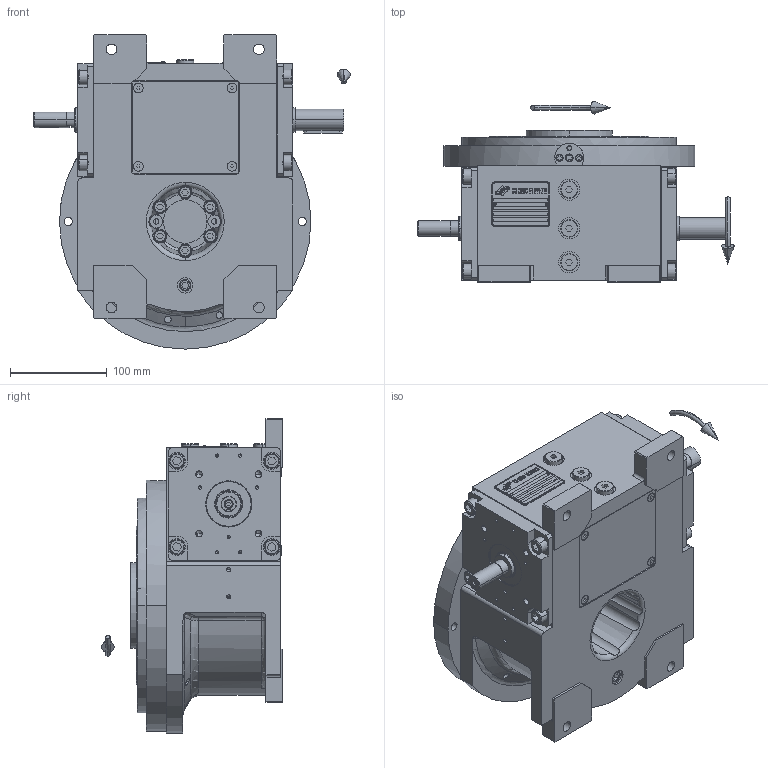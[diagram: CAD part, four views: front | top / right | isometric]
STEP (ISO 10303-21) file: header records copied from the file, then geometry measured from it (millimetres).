
FILE_DESCRIPTION (( 'STEP AP203' ), '1' );
FILE_NAME ('PC5201974.step', '2026-03-25T09:01:01', ( '' ), ( '' ), 'SwSTEP 2.0', 'SolidWorks 2020', '' );
FILE_SCHEMA (( 'CONFIG_CONTROL_DESIGN' ));
Length unit declared in the file: millimetre
Products named in the file (79): CFN2223_01-570X6-B.stp; CFN2104_02_017.stp; cfn2070_05_005; cfn2000_01_124; cfn2128_04_004; cfn2000_01_126; cfn2115_02_165; cfn2003_01_054; cfn2128_19_002; RIG06_005_S_002_ASM.stp; rig06_002_bc; RIG06_021_AF1.stp; 900_38_30_003; cfn2104_01_016; AS_rig06_016; AS_cfn2476_01_002_60x46; cfn2000_01_103; rig06_015; rig06_071_08_m_n_03_asm.stp; cfn2000_01_161; rig06_001_a; cfn2115_02_182; AS_rig06_004_s_001; freccia_angolare; CFN2356_03_047.stp; CFN2203_02_001.stp; rig06_003_8; PC5201974; AS_rig06_004; rig06_004_s_001; rig06_007_master; cfn2073_01_012; rig06_004; AS_rig06_071_8_m_n_03; cfn2077_01_018; cfn2151_01_109; cfn2155_01_303; rig06_005_n_02; CFN2000_01_185.stp; cfn2151_01_090 ...
Assembly tree (71 placements, depth 5):
  CFN2223_01-570X6-B.stp
  cfn2115_02_165
  CFN2356_03_047.stp
  CFN2203_02_001.stp
  PC5201974
    rig06_001_a
    AS_cfn2476_01_002_60x46
      cfn2476_01_002_60x46
      cfn2107_01_001
      cfn2107_01_001
    AS_rig06_071_8_m_n_03
      rig06_071_08_m_n_03_asm.stp
        RIG06_005_S_002_ASM.stp
          RIG06_021_AF1.stp
          CFN2000_01_185.stp
          CFN2000_01_185.stp
          CFN2104_02_017.stp
        CFN2010_02_002.stp
      rig06_003_8
      rig06_005_n_02
      cfn2000_01_124  x6
      cfn2104_01_016  x2
      cfn2000_01_124
      cfn2000_01_124
      cfn2000_01_124
      cfn2000_01_124
      cfn2155_01_303
    AS_rig06_015
      rig06_015
      cfn2073_01_012
      cfn2000_01_126
      cfn2000_01_126
      cfn2000_01_126
      cfn2000_01_126
      cfn2000_01_126
      cfn2000_01_126
    AS_rig06_004_s_001
      rig06_004_s_001
      cfn2070_05_005
      cfn2000_01_103
      cfn2000_01_103
      cfn2000_01_103
      cfn2000_01_103
      cfn2155_01_056
    AS_rig06_004
      rig06_004
      cfn2070_05_005
      cfn2000_01_103
      cfn2000_01_103
      cfn2000_01_103
      cfn2000_01_103
      cfn2155_01_056
    AS_rig06_002_bc
      rig06_002_bc
      cfn2115_02_182
    cfn2128_04_004
    cfn2128_04_004
    cfn2128_04_004
    cfn2128_19_002
    AS_rig06_016
Bounding box: 327 x 187 x 325 mm (x, y, z)
Volume: 2601781.6 mm3; surface area: 784492.9 mm2
Topology: 62 solids, 62 shells, 1999 faces, 4965 edges, 3189 vertices
Faces by surface type: plane 1023, cylinder 650, cone 296, torus 18, bspline 6, sphere 6
Entity records: 68568 total; most frequent: CARTESIAN_POINT 14900, DIRECTION 9577, ORIENTED_EDGE 9210, EDGE_CURVE 4605, AXIS2_PLACEMENT_3D 3304, VERTEX_POINT 3008, LINE 2969, VECTOR 2969
